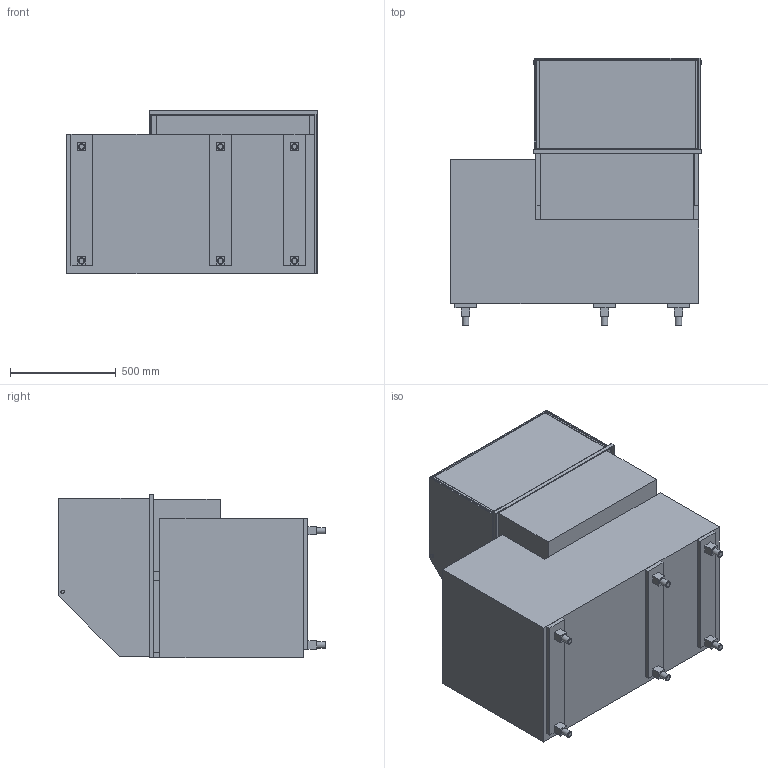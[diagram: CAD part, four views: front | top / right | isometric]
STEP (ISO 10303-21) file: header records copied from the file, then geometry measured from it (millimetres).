
FILE_DESCRIPTION(/* description */ ('Einbaukühlvitrine: eigengekühlt'),/* implementation_level */ '2;1');
FILE_NAME(/* name */ '3D-AKE-00006136.stp',/* time_stamp */ '2022-03-24T09:00:17+01:00',/* author */ ('julian.lux'),/* organization */ (''),/* preprocessor_version */ 'ST-DEVELOPER v18',/* originating_system */ 'Autodesk Inventor 2020',/* authorisation */ '');
FILE_SCHEMA (('AUTOMOTIVE_DESIGN { 1 0 10303 214 3 1 1 }'));
Length unit declared in the file: millimetre
Products named in the file (1): 3D-AKE-00006136
Bounding box: 1184.5 x 1266 x 774 mm (x, y, z)
Volume: 466316857.2 mm3; surface area: 14085399.2 mm2
Topology: 39 solids, 39 shells, 344 faces, 786 edges, 532 vertices
Faces by surface type: plane 316, cylinder 22, torus 6
Full cylindrical faces by diameter (mm): 6 x2, 16 x2, 25 x2, 30 x6
Entity records: 9664 total; most frequent: CARTESIAN_POINT 1663, ORIENTED_EDGE 1572, DIRECTION 1562, EDGE_CURVE 786, LINE 700, VECTOR 700, VERTEX_POINT 532, AXIS2_PLACEMENT_3D 431
